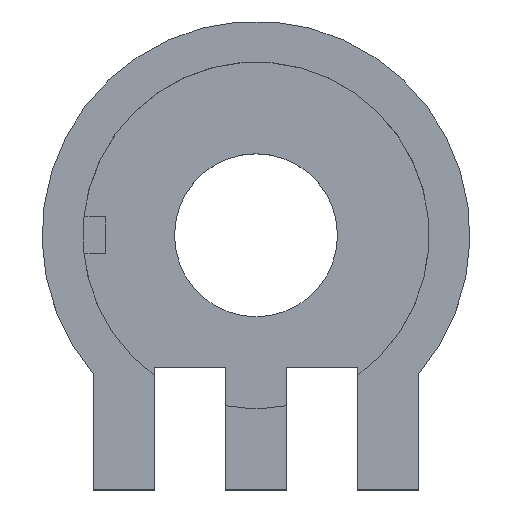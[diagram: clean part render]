
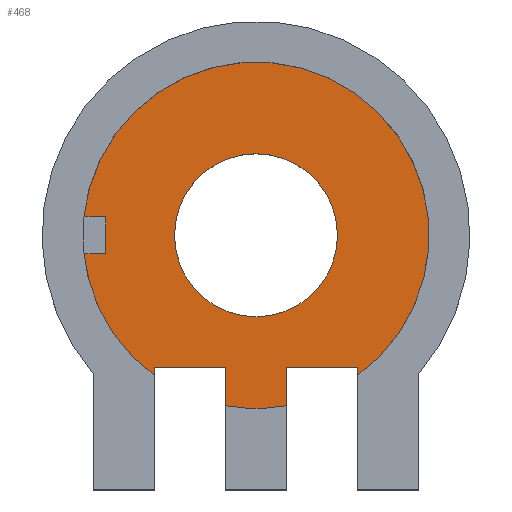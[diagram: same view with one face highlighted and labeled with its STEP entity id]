
A CAD part, top view. The second image highlights one B-rep face of the part: STEP entity #468.
In plain terms, the highlighted planar face has unit normal (0, 0, 1).
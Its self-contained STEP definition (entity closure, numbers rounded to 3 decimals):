
#16=FACE_BOUND('',#72,.T.);
#18=CIRCLE('',#499,8.501);
#21=CIRCLE('',#503,8.501);
#23=CIRCLE('',#505,8.501);
#24=CIRCLE('',#510,4.);
#45=FACE_OUTER_BOUND('',#71,.T.);
#71=EDGE_LOOP('',(#363,#364,#365,#366,#367,#368,#369,#370,#371,#372,#373,
#374));
#72=EDGE_LOOP('',(#375));
#90=LINE('',#672,#144);
#97=LINE('',#699,#151);
#105=LINE('',#715,#159);
#122=LINE('',#760,#176);
#123=LINE('',#761,#177);
#124=LINE('',#763,#178);
#125=LINE('',#764,#179);
#126=LINE('',#766,#180);
#127=LINE('',#767,#181);
#144=VECTOR('',#540,10.);
#151=VECTOR('',#565,10.);
#159=VECTOR('',#577,10.);
#176=VECTOR('',#616,10.);
#177=VECTOR('',#617,10.);
#178=VECTOR('',#618,10.);
#179=VECTOR('',#619,10.);
#180=VECTOR('',#620,10.);
#181=VECTOR('',#621,10.);
#198=VERTEX_POINT('',#669);
#199=VERTEX_POINT('',#671);
#200=VERTEX_POINT('',#675);
#202=VERTEX_POINT('',#678);
#205=VERTEX_POINT('',#685);
#207=VERTEX_POINT('',#689);
#208=VERTEX_POINT('',#691);
#210=VERTEX_POINT('',#698);
#216=VERTEX_POINT('',#714);
#219=VERTEX_POINT('',#722);
#233=VERTEX_POINT('',#759);
#234=VERTEX_POINT('',#762);
#235=VERTEX_POINT('',#765);
#242=EDGE_CURVE('',#198,#199,#90,.T.);
#245=EDGE_CURVE('',#200,#202,#18,.F.);
#251=EDGE_CURVE('',#207,#208,#21,.F.);
#254=EDGE_CURVE('',#199,#205,#23,.F.);
#255=EDGE_CURVE('',#205,#210,#97,.T.);
#263=EDGE_CURVE('',#202,#216,#105,.T.);
#267=EDGE_CURVE('',#219,#219,#24,.T.);
#286=EDGE_CURVE('',#233,#200,#122,.T.);
#287=EDGE_CURVE('',#210,#233,#123,.T.);
#288=EDGE_CURVE('',#234,#198,#124,.T.);
#289=EDGE_CURVE('',#208,#234,#125,.T.);
#290=EDGE_CURVE('',#235,#207,#126,.T.);
#291=EDGE_CURVE('',#216,#235,#127,.T.);
#363=ORIENTED_EDGE('',*,*,#286,.F.);
#364=ORIENTED_EDGE('',*,*,#287,.F.);
#365=ORIENTED_EDGE('',*,*,#255,.F.);
#366=ORIENTED_EDGE('',*,*,#254,.F.);
#367=ORIENTED_EDGE('',*,*,#242,.F.);
#368=ORIENTED_EDGE('',*,*,#288,.F.);
#369=ORIENTED_EDGE('',*,*,#289,.F.);
#370=ORIENTED_EDGE('',*,*,#251,.F.);
#371=ORIENTED_EDGE('',*,*,#290,.F.);
#372=ORIENTED_EDGE('',*,*,#291,.F.);
#373=ORIENTED_EDGE('',*,*,#263,.F.);
#374=ORIENTED_EDGE('',*,*,#245,.F.);
#375=ORIENTED_EDGE('',*,*,#267,.T.);
#443=PLANE('',#519);
#468=ADVANCED_FACE('',(#45,#16),#443,.F.);
#499=AXIS2_PLACEMENT_3D('',#679,#545,#546);
#503=AXIS2_PLACEMENT_3D('',#692,#556,#557);
#505=AXIS2_PLACEMENT_3D('',#696,#561,#562);
#510=AXIS2_PLACEMENT_3D('',#723,#583,#584);
#519=AXIS2_PLACEMENT_3D('',#758,#614,#615);
#540=DIRECTION('',(-1.,0.,0.));
#545=DIRECTION('center_axis',(0.,0.,1.));
#546=DIRECTION('ref_axis',(-1.,0.,0.));
#556=DIRECTION('center_axis',(0.,0.,1.));
#557=DIRECTION('ref_axis',(-1.,0.,0.));
#561=DIRECTION('center_axis',(0.,0.,1.));
#562=DIRECTION('ref_axis',(-1.,0.,0.));
#565=DIRECTION('',(0.,1.,0.));
#577=DIRECTION('',(0.,1.,0.));
#583=DIRECTION('center_axis',(0.,0.,-1.));
#584=DIRECTION('ref_axis',(1.,0.,0.));
#614=DIRECTION('center_axis',(0.,0.,-1.));
#615=DIRECTION('ref_axis',(-1.,0.,0.));
#616=DIRECTION('',(0.,-1.,0.));
#617=DIRECTION('',(-1.,0.,0.));
#618=DIRECTION('',(0.,1.,0.));
#619=DIRECTION('',(1.,0.,0.));
#620=DIRECTION('',(0.,-1.,0.));
#621=DIRECTION('',(-1.,0.,0.));
#669=CARTESIAN_POINT('',(-6.374,0.9,3.));
#671=CARTESIAN_POINT('',(-7.452,0.9,3.));
#672=CARTESIAN_POINT('',(-2.675,0.9,3.));
#675=CARTESIAN_POINT('',(2.501,-8.367,3.));
#678=CARTESIAN_POINT('',(-0.499,-8.367,3.));
#679=CARTESIAN_POINT('Origin',(1.001,0.,3.));
#685=CARTESIAN_POINT('',(6.001,-6.874,3.));
#689=CARTESIAN_POINT('',(-3.999,-6.874,3.));
#691=CARTESIAN_POINT('',(-7.452,-0.9,3.));
#692=CARTESIAN_POINT('Origin',(1.001,0.,3.));
#696=CARTESIAN_POINT('Origin',(1.001,0.,3.));
#698=CARTESIAN_POINT('',(6.001,-6.5,3.));
#699=CARTESIAN_POINT('',(6.001,-4.45,3.));
#714=CARTESIAN_POINT('',(-0.499,-6.5,3.));
#715=CARTESIAN_POINT('',(-0.499,-4.54,3.));
#722=CARTESIAN_POINT('',(-2.999,0.,3.));
#723=CARTESIAN_POINT('Origin',(1.001,0.,3.));
#758=CARTESIAN_POINT('Origin',(1.067,0.571,3.));
#759=CARTESIAN_POINT('',(2.501,-6.5,3.));
#760=CARTESIAN_POINT('',(2.501,-4.54,3.));
#761=CARTESIAN_POINT('',(2.659,-6.5,3.));
#762=CARTESIAN_POINT('',(-6.374,-0.9,3.));
#763=CARTESIAN_POINT('',(-6.374,0.285,3.));
#764=CARTESIAN_POINT('',(-3.151,-0.9,3.));
#765=CARTESIAN_POINT('',(-3.999,-6.5,3.));
#766=CARTESIAN_POINT('',(-3.999,-4.45,3.));
#767=CARTESIAN_POINT('',(-0.591,-6.5,3.));
